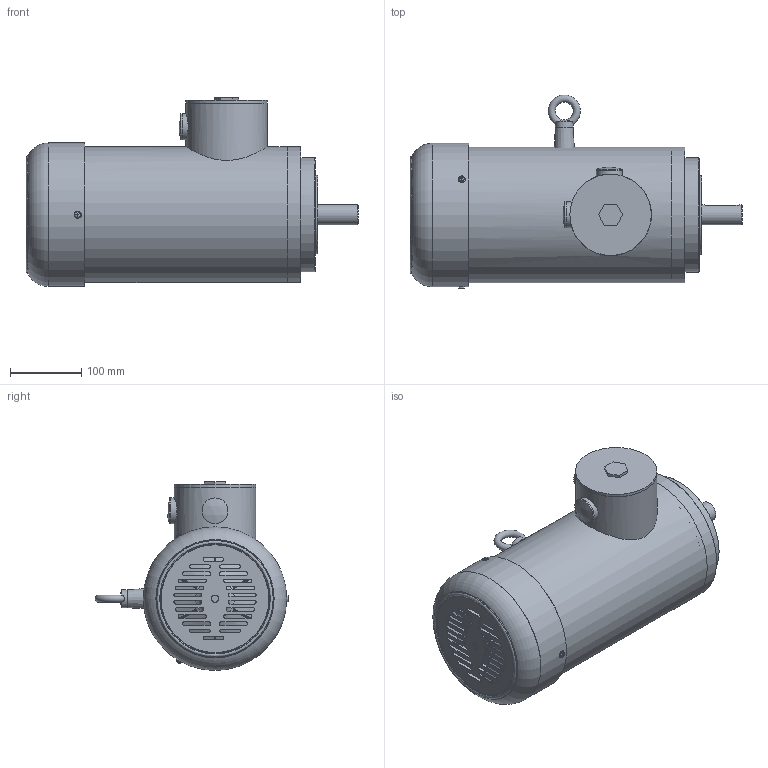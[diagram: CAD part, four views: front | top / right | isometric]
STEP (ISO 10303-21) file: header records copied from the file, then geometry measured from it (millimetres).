
FILE_DESCRIPTION(('Bauteilbeschreibung','HiCAD-Model','HiCAD-STEP-TRANSLATION','Bauteilbeschreibung'),'2;1');
FILE_NAME('TEFC 100LA-4 IMB14 FT130 2,2KW.STP','2013-09-25T08:38:25+00:00',('Konstrukteur'),('Konstrukteur Firma GmbH'),' HiCAD 2010, Step 1502.0 ','HiCAD 2010','confidential');
FILE_SCHEMA(('AUTOMOTIVE_DESIGN { 1 2 10303 214 0 1 1 1 }'));
Length unit declared in the file: millimetre
Products named in the file (26): TEFC 100LA_4 IMB14 FT130 2_2KW; KLKA_DECKEL; BLINDVERSCHRAUBUNG; BLINDVERSCHRAUBUNG0; TEFC 100 LB_4  IMB14  FT130; ROTATIONSTEIL_0; GEH_USE; B_SCHILD TEFC 100; B0SCHILD0TEFC0100; ISO 7045_M4X5_4_8_H_FLACHKOPFS; ISO070450M4X504080H0FLACHKOPFS; ISO070450M4X504080H0FLACHKOPFS0; HAUBE; DIN 3760_A30X47X7_FKM_WELLENDI; STUTZEN F_R TRANSPORTSCHRAUBE; M10 DIN 580_SCHRAUBEN VERSCHIE; WELLE TEFC 100LB_4; WELLE0TEFC0100LB04; DIN 625 _ 6306_KUGELLAGER_0; DIN062500063060KUGELLAGER00; L_FTER V112_4P; DIN 471_28X1_2_SICHERUNGSRINGE; DIN 1587_M8_6_HUTMUTTERN_0; DIN015870M8060HUTMUTTERN00; DIN015870M8060HUTMUTTERN000; DIN015870M8060HUTMUTTERN001
Assembly tree (25 placements, depth 3):
  TEFC 100LA_4 IMB14 FT130 2_2KW
    KLKA_DECKEL
    BLINDVERSCHRAUBUNG
    BLINDVERSCHRAUBUNG0
    TEFC 100 LB_4  IMB14  FT130
      ROTATIONSTEIL_0
    GEH_USE
    B_SCHILD TEFC 100
    B0SCHILD0TEFC0100
      ISO 7045_M4X5_4_8_H_FLACHKOPFS
      ISO070450M4X504080H0FLACHKOPFS
      ISO070450M4X504080H0FLACHKOPFS0
      HAUBE
      DIN 3760_A30X47X7_FKM_WELLENDI
      STUTZEN F_R TRANSPORTSCHRAUBE
      M10 DIN 580_SCHRAUBEN VERSCHIE
    WELLE TEFC 100LB_4
    WELLE0TEFC0100LB04
      DIN 625 _ 6306_KUGELLAGER_0
      DIN062500063060KUGELLAGER00
      L_FTER V112_4P
      DIN 471_28X1_2_SICHERUNGSRINGE
    DIN 1587_M8_6_HUTMUTTERN_0
    DIN015870M8060HUTMUTTERN00
    DIN015870M8060HUTMUTTERN000
    DIN015870M8060HUTMUTTERN001
Bounding box: 464.82 x 271.55 x 264.53 mm (x, y, z)
Volume: 1714671.2 mm3; surface area: 937597.9 mm2
Topology: 25 solids, 27 shells, 770 faces, 1847 edges, 1179 vertices
Faces by surface type: plane 309, cylinder 288, cone 90, torus 74, sphere 9
Full cylindrical faces by diameter (mm): 2 x2, 3.141 x3, 4 x3, 8 x15, 8.16 x1, 9 x4, 10 x4, 12.5 x4, 13 x4, 25 x1, 27 x1, 28 x2, 29.6 x2, 30 x8, 35.667 x1, 36 x6, 37 x3, 37.267 x1, 40 x1, 41.13 x4, 42 x1, 42.933 x1, 43.692 x4, 44.967 x1, 47 x2, 52 x2, 57 x1, 58.308 x4, 60.87 x4, 63 x1
Entity records: 43597 total; most frequent: CARTESIAN_POINT 18513, DIRECTION 3668, ORIENTED_EDGE 3102, EDGE_CURVE 1551, AXIS2_PLACEMENT_3D 1550, COLOUR_RGB 1511, PRESENTATION_STYLE_ASSIGNMENT 1511, OVER_RIDING_STYLED_ITEM 1489
